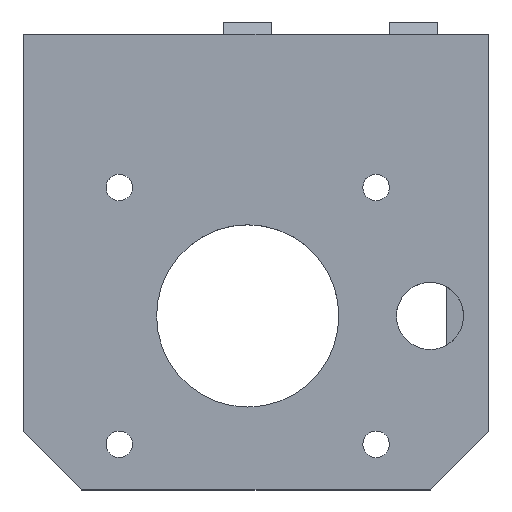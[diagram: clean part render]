
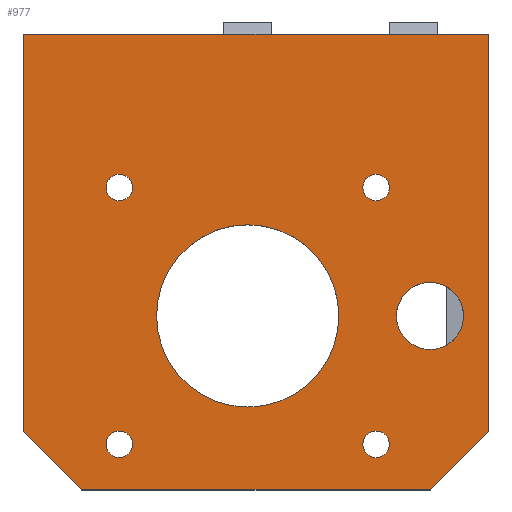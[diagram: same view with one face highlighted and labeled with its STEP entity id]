
A CAD part, top view. The second image highlights one B-rep face of the part: STEP entity #977.
In plain terms, the highlighted planar face has unit normal (0, 0, 1).
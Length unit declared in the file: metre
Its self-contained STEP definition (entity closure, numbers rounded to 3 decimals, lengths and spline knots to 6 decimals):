
#50=LINE('',#1491,#147);
#62=LINE('',#1516,#159);
#73=LINE('',#1536,#170);
#75=LINE('',#1554,#172);
#78=LINE('',#1564,#175);
#79=LINE('',#1565,#176);
#147=VECTOR('',#1201,1.);
#159=VECTOR('',#1215,1.);
#170=VECTOR('',#1228,1.);
#172=VECTOR('',#1252,1.);
#175=VECTOR('',#1263,1.);
#176=VECTOR('',#1264,1.);
#314=ORIENTED_EDGE('',*,*,#544,.T.);
#315=ORIENTED_EDGE('',*,*,#556,.T.);
#316=ORIENTED_EDGE('',*,*,#551,.F.);
#317=ORIENTED_EDGE('',*,*,#557,.T.);
#318=ORIENTED_EDGE('',*,*,#521,.F.);
#319=ORIENTED_EDGE('',*,*,#533,.T.);
#320=ORIENTED_EDGE('',*,*,#550,.F.);
#321=ORIENTED_EDGE('',*,*,#549,.F.);
#322=ORIENTED_EDGE('',*,*,#548,.F.);
#323=ORIENTED_EDGE('',*,*,#547,.F.);
#324=ORIENTED_EDGE('',*,*,#546,.F.);
#325=ORIENTED_EDGE('',*,*,#554,.F.);
#521=EDGE_CURVE('',#645,#643,#50,.T.);
#533=EDGE_CURVE('',#645,#657,#62,.T.);
#544=EDGE_CURVE('',#657,#665,#73,.T.);
#546=EDGE_CURVE('',#666,#666,#715,.T.);
#547=EDGE_CURVE('',#667,#667,#716,.T.);
#548=EDGE_CURVE('',#668,#668,#717,.T.);
#549=EDGE_CURVE('',#669,#669,#718,.T.);
#550=EDGE_CURVE('',#670,#670,#719,.T.);
#551=EDGE_CURVE('',#671,#672,#75,.T.);
#554=EDGE_CURVE('',#673,#673,#720,.T.);
#556=EDGE_CURVE('',#665,#672,#78,.T.);
#557=EDGE_CURVE('',#671,#643,#79,.F.);
#643=VERTEX_POINT('',#1485);
#645=VERTEX_POINT('',#1490);
#657=VERTEX_POINT('',#1515);
#665=VERTEX_POINT('',#1535);
#666=VERTEX_POINT('',#1540);
#667=VERTEX_POINT('',#1543);
#668=VERTEX_POINT('',#1546);
#669=VERTEX_POINT('',#1549);
#670=VERTEX_POINT('',#1552);
#671=VERTEX_POINT('',#1555);
#672=VERTEX_POINT('',#1556);
#673=VERTEX_POINT('',#1561);
#715=CIRCLE('',#1061,0.0016);
#716=CIRCLE('',#1063,0.0016);
#717=CIRCLE('',#1065,0.0016);
#718=CIRCLE('',#1067,0.0016);
#719=CIRCLE('',#1069,0.011);
#720=CIRCLE('',#1072,0.00405);
#767=EDGE_LOOP('',(#314,#315,#316,#317,#318,#319));
#768=EDGE_LOOP('',(#320));
#769=EDGE_LOOP('',(#321));
#770=EDGE_LOOP('',(#322));
#771=EDGE_LOOP('',(#323));
#772=EDGE_LOOP('',(#324));
#773=EDGE_LOOP('',(#325));
#861=FACE_BOUND('',#767,.T.);
#862=FACE_BOUND('',#768,.T.);
#863=FACE_BOUND('',#769,.T.);
#864=FACE_BOUND('',#770,.T.);
#865=FACE_BOUND('',#771,.T.);
#866=FACE_BOUND('',#772,.T.);
#867=FACE_BOUND('',#773,.T.);
#923=PLANE('',#1074);
#977=ADVANCED_FACE('',(#861,#862,#863,#864,#865,#866,#867),#923,.T.);
#1061=AXIS2_PLACEMENT_3D('',#1539,#1232,#1233);
#1063=AXIS2_PLACEMENT_3D('',#1542,#1236,#1237);
#1065=AXIS2_PLACEMENT_3D('',#1545,#1240,#1241);
#1067=AXIS2_PLACEMENT_3D('',#1548,#1244,#1245);
#1069=AXIS2_PLACEMENT_3D('',#1551,#1248,#1249);
#1072=AXIS2_PLACEMENT_3D('',#1560,#1257,#1258);
#1074=AXIS2_PLACEMENT_3D('',#1563,#1261,#1262);
#1201=DIRECTION('',(0.,-1.,0.));
#1215=DIRECTION('',(-1.,0.,0.));
#1228=DIRECTION('',(0.,-1.,0.));
#1232=DIRECTION('',(0.,0.,1.));
#1233=DIRECTION('',(1.,0.,0.));
#1236=DIRECTION('',(0.,0.,1.));
#1237=DIRECTION('',(1.,0.,0.));
#1240=DIRECTION('',(0.,0.,1.));
#1241=DIRECTION('',(1.,0.,0.));
#1244=DIRECTION('',(0.,0.,1.));
#1245=DIRECTION('',(1.,0.,0.));
#1248=DIRECTION('',(0.,0.,1.));
#1249=DIRECTION('',(1.,0.,0.));
#1252=DIRECTION('',(-1.,0.,0.));
#1257=DIRECTION('',(0.,0.,1.));
#1258=DIRECTION('',(1.,0.,0.));
#1261=DIRECTION('',(0.,0.,1.));
#1262=DIRECTION('',(1.,0.,0.));
#1263=DIRECTION('',(0.707,-0.707,0.));
#1264=DIRECTION('',(-0.707,-0.707,0.));
#1485=CARTESIAN_POINT('',(-0.001,-0.046,0.005));
#1490=CARTESIAN_POINT('',(-0.001,0.002,0.005));
#1491=CARTESIAN_POINT('',(-0.001,-0.0255,0.005));
#1515=CARTESIAN_POINT('',(-0.057,0.002,0.005));
#1516=CARTESIAN_POINT('',(-0.029,0.002,0.005));
#1535=CARTESIAN_POINT('',(-0.057,-0.046,0.005));
#1536=CARTESIAN_POINT('',(-0.057,-0.0255,0.005));
#1539=CARTESIAN_POINT('',(-0.0145,-0.0475,0.005));
#1540=CARTESIAN_POINT('',(-0.0129,-0.0475,0.005));
#1542=CARTESIAN_POINT('',(-0.0455,-0.0475,0.005));
#1543=CARTESIAN_POINT('',(-0.0439,-0.0475,0.005));
#1545=CARTESIAN_POINT('',(-0.0455,-0.0165,0.005));
#1546=CARTESIAN_POINT('',(-0.0439,-0.0165,0.005));
#1548=CARTESIAN_POINT('',(-0.0145,-0.0165,0.005));
#1549=CARTESIAN_POINT('',(-0.0129,-0.0165,0.005));
#1551=CARTESIAN_POINT('',(-0.03,-0.032,0.005));
#1552=CARTESIAN_POINT('',(-0.019,-0.032,0.005));
#1554=CARTESIAN_POINT('',(-0.029,-0.053,0.005));
#1555=CARTESIAN_POINT('',(-0.008,-0.053,0.005));
#1556=CARTESIAN_POINT('',(-0.05,-0.053,0.005));
#1560=CARTESIAN_POINT('',(-0.008,-0.032,0.005));
#1561=CARTESIAN_POINT('',(-0.00395,-0.032,0.005));
#1563=CARTESIAN_POINT('',(-0.029,-0.0255,0.005));
#1564=CARTESIAN_POINT('',(-0.05325,-0.04975,0.005));
#1565=CARTESIAN_POINT('',(-0.00475,-0.04975,0.005));
